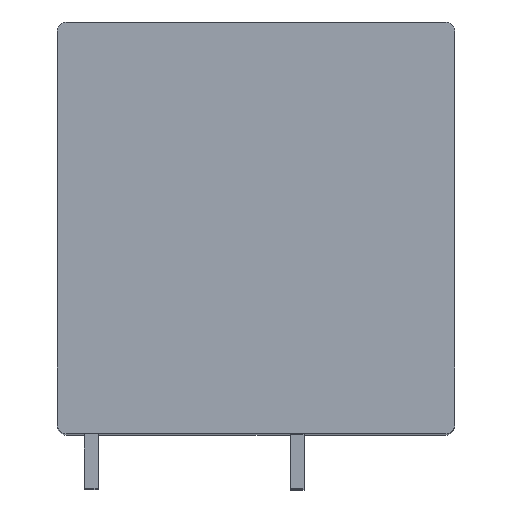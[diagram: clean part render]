
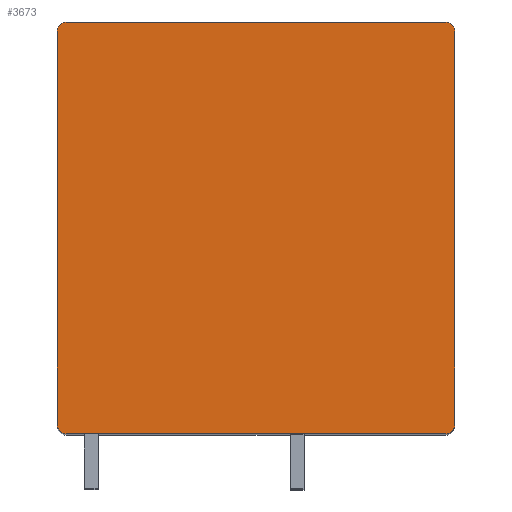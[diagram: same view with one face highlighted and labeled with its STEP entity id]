
A CAD part, top view. The second image highlights one B-rep face of the part: STEP entity #3673.
In plain terms, the highlighted planar face has unit normal (0, 0, 1).
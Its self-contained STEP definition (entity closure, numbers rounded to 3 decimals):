
#501=CARTESIAN_POINT('',(13.8,14.3,4.45));
#502=DIRECTION('',(0.,0.,1.));
#503=DIRECTION('',(1.,0.,0.));
#504=AXIS2_PLACEMENT_3D('',#501,#502,#503);
#506=DIRECTION('',(0.,1.,0.));
#507=VECTOR('',#506,28.6);
#508=CARTESIAN_POINT('',(14.5,-14.3,4.45));
#509=LINE('',#508,#507);
#510=CARTESIAN_POINT('',(13.8,-14.3,4.45));
#511=DIRECTION('',(0.,0.,1.));
#512=DIRECTION('',(0.,-1.,0.));
#513=AXIS2_PLACEMENT_3D('',#510,#511,#512);
#515=DIRECTION('',(1.,0.,0.));
#516=VECTOR('',#515,27.6);
#517=CARTESIAN_POINT('',(-13.8,-15.,4.45));
#518=LINE('',#517,#516);
#519=CARTESIAN_POINT('',(-13.8,-14.3,4.45));
#520=DIRECTION('',(0.,0.,1.));
#521=DIRECTION('',(-1.,0.,0.));
#522=AXIS2_PLACEMENT_3D('',#519,#520,#521);
#524=DIRECTION('',(0.,-1.,0.));
#525=VECTOR('',#524,28.6);
#526=CARTESIAN_POINT('',(-14.5,14.3,4.45));
#527=LINE('',#526,#525);
#528=CARTESIAN_POINT('',(-13.8,14.3,4.45));
#529=DIRECTION('',(0.,0.,1.));
#530=DIRECTION('',(0.,1.,0.));
#531=AXIS2_PLACEMENT_3D('',#528,#529,#530);
#533=DIRECTION('',(-1.,0.,0.));
#534=VECTOR('',#533,27.6);
#535=CARTESIAN_POINT('',(13.8,15.,4.45));
#536=LINE('',#535,#534);
#2522=CARTESIAN_POINT('',(14.5,14.3,4.45));
#2523=CARTESIAN_POINT('',(13.8,15.,4.45));
#2524=VERTEX_POINT('',#2522);
#2525=VERTEX_POINT('',#2523);
#2526=CARTESIAN_POINT('',(-13.8,15.,4.45));
#2527=VERTEX_POINT('',#2526);
#2528=CARTESIAN_POINT('',(-14.5,14.3,4.45));
#2529=VERTEX_POINT('',#2528);
#2530=CARTESIAN_POINT('',(-14.5,-14.3,4.45));
#2531=VERTEX_POINT('',#2530);
#2532=CARTESIAN_POINT('',(-13.8,-15.,4.45));
#2533=VERTEX_POINT('',#2532);
#2534=CARTESIAN_POINT('',(13.8,-15.,4.45));
#2535=VERTEX_POINT('',#2534);
#2536=CARTESIAN_POINT('',(14.5,-14.3,4.45));
#2537=VERTEX_POINT('',#2536);
#3658=CARTESIAN_POINT('',(0.,0.,4.45));
#3659=DIRECTION('',(0.,0.,1.));
#3660=DIRECTION('',(1.,0.,0.));
#3661=AXIS2_PLACEMENT_3D('',#3658,#3659,#3660);
#3662=PLANE('',#3661);
#3663=ORIENTED_EDGE('',*,*,#3229,.F.);
#3664=ORIENTED_EDGE('',*,*,#3244,.F.);
#3665=ORIENTED_EDGE('',*,*,#3402,.F.);
#3666=ORIENTED_EDGE('',*,*,#3416,.F.);
#3667=ORIENTED_EDGE('',*,*,#3610,.F.);
#3668=ORIENTED_EDGE('',*,*,#3624,.F.);
#3669=ORIENTED_EDGE('',*,*,#3638,.F.);
#3670=ORIENTED_EDGE('',*,*,#3651,.F.);
#3671=EDGE_LOOP('',(#3663,#3664,#3665,#3666,#3667,#3668,#3669,#3670));
#3672=FACE_OUTER_BOUND('',#3671,.F.);
#3673=ADVANCED_FACE('',(#3672),#3662,.T.);
#505=CIRCLE('',#504,0.7);
#514=CIRCLE('',#513,0.7);
#523=CIRCLE('',#522,0.7);
#532=CIRCLE('',#531,0.7);
#3229=EDGE_CURVE('',#2524,#2525,#505,.T.);
#3244=EDGE_CURVE('',#2537,#2524,#509,.T.);
#3402=EDGE_CURVE('',#2535,#2537,#514,.T.);
#3416=EDGE_CURVE('',#2533,#2535,#518,.T.);
#3610=EDGE_CURVE('',#2531,#2533,#523,.T.);
#3624=EDGE_CURVE('',#2529,#2531,#527,.T.);
#3638=EDGE_CURVE('',#2527,#2529,#532,.T.);
#3651=EDGE_CURVE('',#2525,#2527,#536,.T.);
